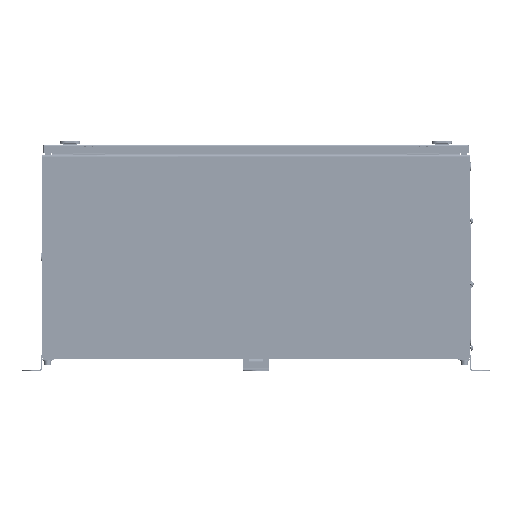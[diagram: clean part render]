
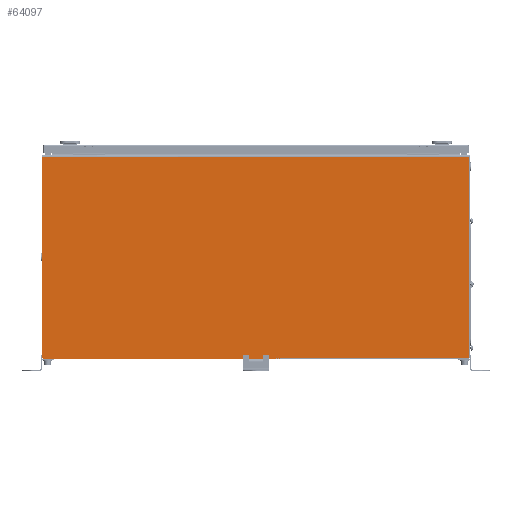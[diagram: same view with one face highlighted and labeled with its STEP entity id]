
A CAD part, left-side view. The second image highlights one B-rep face of the part: STEP entity #64097.
In plain terms, the highlighted face is planar.
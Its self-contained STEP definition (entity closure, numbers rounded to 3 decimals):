
#2143 = AXIS2_PLACEMENT_3D ( 'NONE', #93446, #80455, #12403 ) ;
#2467 = CARTESIAN_POINT ( 'NONE',  ( -190.225, 397., -1.5 ) ) ;
#3616 = VERTEX_POINT ( 'NONE', #2467 ) ;
#5164 = LINE ( 'NONE', #65973, #11958 ) ;
#6252 = CARTESIAN_POINT ( 'NONE',  ( 187.225, 400., -1.5 ) ) ;
#7575 = EDGE_CURVE ( 'NONE', #3616, #42991, #57696, .T. ) ;
#10999 = PLANE ( 'NONE',  #12196 ) ;
#11958 = VECTOR ( 'NONE', #28307, 1000. ) ;
#12196 = AXIS2_PLACEMENT_3D ( 'NONE', #46702, #76181, #57285 ) ;
#12403 = DIRECTION ( 'NONE',  ( 1., 0., 0. ) ) ;
#12989 = CIRCLE ( 'NONE', #57688, 3. ) ;
#14855 = VERTEX_POINT ( 'NONE', #61430 ) ;
#15100 = DIRECTION ( 'NONE',  ( 1., 0., 0. ) ) ;
#17979 = EDGE_CURVE ( 'NONE', #65122, #42991, #25232, .T. ) ;
#20288 = EDGE_CURVE ( 'NONE', #60373, #86917, #65188, .T. ) ;
#22011 = ORIENTED_EDGE ( 'NONE', *, *, #85638, .T. ) ;
#25232 = CIRCLE ( 'NONE', #2143, 3. ) ;
#28307 = DIRECTION ( 'NONE',  ( -1., 0., 0. ) ) ;
#29431 = DIRECTION ( 'NONE',  ( 0., -1., 0. ) ) ;
#36845 = DIRECTION ( 'NONE',  ( 0., 0., -1. ) ) ;
#38085 = CARTESIAN_POINT ( 'NONE',  ( -187.225, -400., -1.5 ) ) ;
#38669 = ORIENTED_EDGE ( 'NONE', *, *, #17979, .T. ) ;
#42742 = DIRECTION ( 'NONE',  ( 0., -1., 0. ) ) ;
#42991 = VERTEX_POINT ( 'NONE', #91618 ) ;
#46702 = CARTESIAN_POINT ( 'NONE',  ( 0., 0., -1.5 ) ) ;
#47452 = CARTESIAN_POINT ( 'NONE',  ( 190.225, -400., -1.5 ) ) ;
#49516 = VECTOR ( 'NONE', #42742, 1000. ) ;
#52784 = ORIENTED_EDGE ( 'NONE', *, *, #7575, .F. ) ;
#53959 = FACE_OUTER_BOUND ( 'NONE', #57253, .T. ) ;
#57253 = EDGE_LOOP ( 'NONE', ( #71674, #38669, #52784, #22011, #92961, #85503 ) ) ;
#57285 = DIRECTION ( 'NONE',  ( 1., 0., 0. ) ) ;
#57688 = AXIS2_PLACEMENT_3D ( 'NONE', #81252, #36845, #15100 ) ;
#57696 = LINE ( 'NONE', #94319, #49516 ) ;
#60373 = VERTEX_POINT ( 'NONE', #79809 ) ;
#61430 = CARTESIAN_POINT ( 'NONE',  ( -187.225, 400., -1.5 ) ) ;
#64097 = ADVANCED_FACE ( 'NONE', ( #53959 ), #10999, .F. ) ;
#65122 = VERTEX_POINT ( 'NONE', #38085 ) ;
#65188 = LINE ( 'NONE', #6252, #92549 ) ;
#65812 = CARTESIAN_POINT ( 'NONE',  ( 187.225, -400., -1.5 ) ) ;
#65973 = CARTESIAN_POINT ( 'NONE',  ( 190.225, 400., -1.5 ) ) ;
#68224 = LINE ( 'NONE', #47452, #95111 ) ;
#71674 = ORIENTED_EDGE ( 'NONE', *, *, #88886, .F. ) ;
#76181 = DIRECTION ( 'NONE',  ( 0., 0., 1. ) ) ;
#77414 = EDGE_CURVE ( 'NONE', #60373, #14855, #5164, .T. ) ;
#79809 = CARTESIAN_POINT ( 'NONE',  ( 187.225, 400., -1.5 ) ) ;
#80455 = DIRECTION ( 'NONE',  ( 0., 0., -1. ) ) ;
#81252 = CARTESIAN_POINT ( 'NONE',  ( -187.225, 397., -1.5 ) ) ;
#84153 = DIRECTION ( 'NONE',  ( 1., 0., 0. ) ) ;
#85503 = ORIENTED_EDGE ( 'NONE', *, *, #20288, .T. ) ;
#85638 = EDGE_CURVE ( 'NONE', #3616, #14855, #12989, .T. ) ;
#86917 = VERTEX_POINT ( 'NONE', #65812 ) ;
#88886 = EDGE_CURVE ( 'NONE', #65122, #86917, #68224, .T. ) ;
#91618 = CARTESIAN_POINT ( 'NONE',  ( -190.225, -397., -1.5 ) ) ;
#92549 = VECTOR ( 'NONE', #29431, 1000. ) ;
#92961 = ORIENTED_EDGE ( 'NONE', *, *, #77414, .F. ) ;
#93446 = CARTESIAN_POINT ( 'NONE',  ( -187.225, -397., -1.5 ) ) ;
#94319 = CARTESIAN_POINT ( 'NONE',  ( -190.225, -400., -1.5 ) ) ;
#95111 = VECTOR ( 'NONE', #84153, 1000. ) ;
